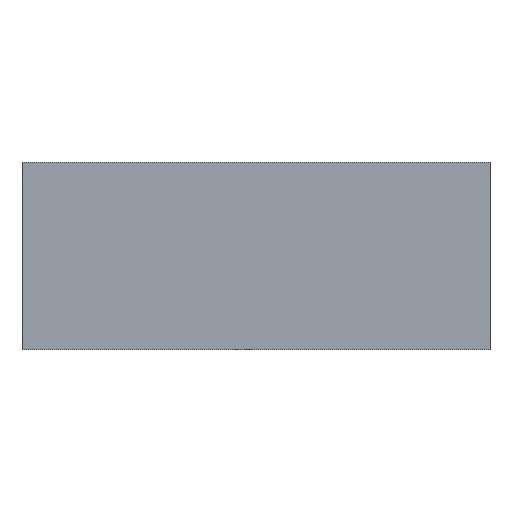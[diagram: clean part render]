
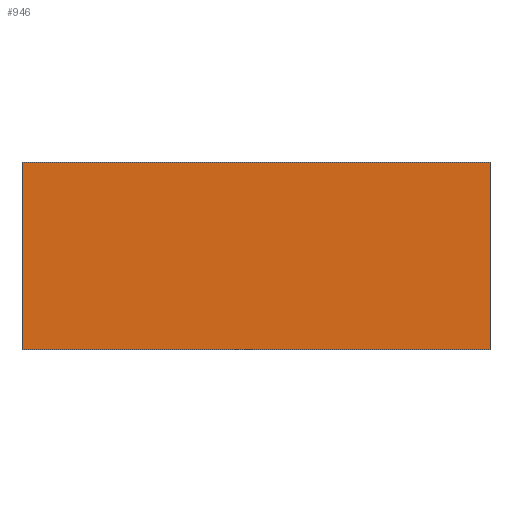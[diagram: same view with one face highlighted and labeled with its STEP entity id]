
A CAD part, front view. The second image highlights one B-rep face of the part: STEP entity #946.
In plain terms, the highlighted planar face has unit normal (0, -1, 0).
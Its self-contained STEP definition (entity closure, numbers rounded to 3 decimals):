
#10 = ORIENTED_EDGE ( 'NONE', *, *, #494, .T. ) ;
#29 = EDGE_LOOP ( 'NONE', ( #132, #959, #1026, #10 ) ) ;
#31 = DIRECTION ( 'NONE',  ( 0., 0., -1. ) ) ;
#35 = VERTEX_POINT ( 'NONE', #448 ) ;
#37 = CARTESIAN_POINT ( 'NONE',  ( -20., -10., 8. ) ) ;
#66 = VECTOR ( 'NONE', #354, 1000. ) ;
#73 = DIRECTION ( 'NONE',  ( 0., 0., -1. ) ) ;
#132 = ORIENTED_EDGE ( 'NONE', *, *, #398, .T. ) ;
#172 = CARTESIAN_POINT ( 'NONE',  ( 0., -10., -8. ) ) ;
#207 = LINE ( 'NONE', #37, #404 ) ;
#280 = VECTOR ( 'NONE', #73, 1000. ) ;
#326 = VERTEX_POINT ( 'NONE', #633 ) ;
#346 = LINE ( 'NONE', #172, #66 ) ;
#354 = DIRECTION ( 'NONE',  ( 1., 0., 0. ) ) ;
#380 = LINE ( 'NONE', #735, #754 ) ;
#398 = EDGE_CURVE ( 'NONE', #35, #570, #346, .T. ) ;
#404 = VECTOR ( 'NONE', #31, 1000. ) ;
#411 = VERTEX_POINT ( 'NONE', #887 ) ;
#422 = DIRECTION ( 'NONE',  ( 0., 1., 0. ) ) ;
#448 = CARTESIAN_POINT ( 'NONE',  ( -20., -10., -8. ) ) ;
#456 = CARTESIAN_POINT ( 'NONE',  ( 20., -10., -8. ) ) ;
#476 = AXIS2_PLACEMENT_3D ( 'NONE', #1049, #422, #675 ) ;
#494 = EDGE_CURVE ( 'NONE', #411, #35, #207, .T. ) ;
#559 = DIRECTION ( 'NONE',  ( 1., 0., 0. ) ) ;
#570 = VERTEX_POINT ( 'NONE', #456 ) ;
#609 = EDGE_CURVE ( 'NONE', #411, #326, #380, .T. ) ;
#610 = LINE ( 'NONE', #1048, #280 ) ;
#633 = CARTESIAN_POINT ( 'NONE',  ( 20., -10., 8. ) ) ;
#675 = DIRECTION ( 'NONE',  ( 0., 0., 1. ) ) ;
#682 = FACE_OUTER_BOUND ( 'NONE', #29, .T. ) ;
#694 = EDGE_CURVE ( 'NONE', #326, #570, #610, .T. ) ;
#735 = CARTESIAN_POINT ( 'NONE',  ( 0., -10., 8. ) ) ;
#754 = VECTOR ( 'NONE', #559, 1000. ) ;
#887 = CARTESIAN_POINT ( 'NONE',  ( -20., -10., 8. ) ) ;
#946 = ADVANCED_FACE ( 'NONE', ( #682 ), #1046, .F. ) ;
#959 = ORIENTED_EDGE ( 'NONE', *, *, #694, .F. ) ;
#1026 = ORIENTED_EDGE ( 'NONE', *, *, #609, .F. ) ;
#1046 = PLANE ( 'NONE',  #476 ) ;
#1048 = CARTESIAN_POINT ( 'NONE',  ( 20., -10., 8. ) ) ;
#1049 = CARTESIAN_POINT ( 'NONE',  ( 0., -10., 8. ) ) ;
